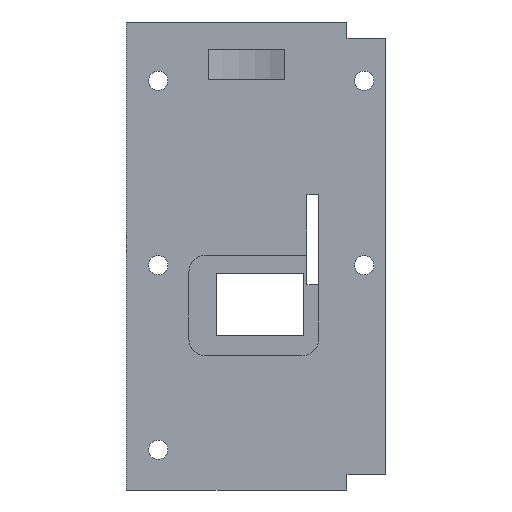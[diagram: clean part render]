
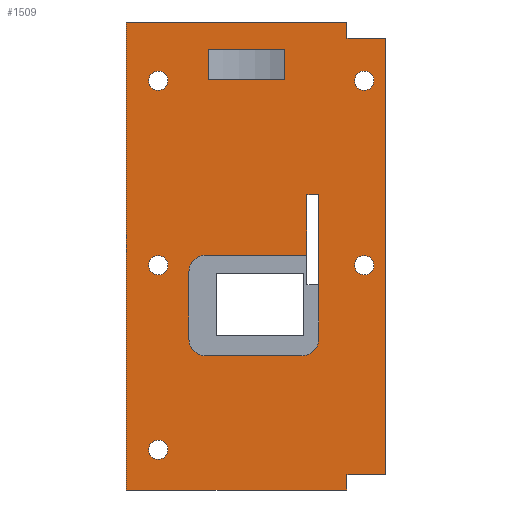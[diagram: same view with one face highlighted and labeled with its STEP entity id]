
A CAD part, front view. The second image highlights one B-rep face of the part: STEP entity #1509.
In plain terms, the highlighted planar face has unit normal (0, -1, 0).
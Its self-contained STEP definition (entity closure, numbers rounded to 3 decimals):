
#19=FACE_BOUND('',#192,.T.);
#20=FACE_BOUND('',#193,.T.);
#21=FACE_BOUND('',#194,.T.);
#22=FACE_BOUND('',#195,.T.);
#23=FACE_BOUND('',#196,.T.);
#24=FACE_BOUND('',#197,.T.);
#25=FACE_BOUND('',#198,.T.);
#45=PLANE('',#1626);
#105=FACE_OUTER_BOUND('',#191,.T.);
#191=EDGE_LOOP('',(#1112,#1113,#1114,#1115,#1116,#1117,#1118,#1119,#1120,
#1121));
#192=EDGE_LOOP('',(#1122));
#193=EDGE_LOOP('',(#1123));
#194=EDGE_LOOP('',(#1124));
#195=EDGE_LOOP('',(#1125));
#196=EDGE_LOOP('',(#1126));
#197=EDGE_LOOP('',(#1127,#1128,#1129,#1130,#1131,#1132,#1133,#1134,#1135));
#198=EDGE_LOOP('',(#1136,#1137,#1138,#1139));
#293=LINE('',#2239,#456);
#294=LINE('',#2242,#457);
#295=LINE('',#2244,#458);
#298=LINE('',#2256,#461);
#304=LINE('',#2271,#467);
#306=LINE('',#2280,#469);
#313=LINE('',#2293,#476);
#325=LINE('',#2319,#488);
#326=LINE('',#2321,#489);
#327=LINE('',#2322,#490);
#328=LINE('',#2324,#491);
#329=LINE('',#2326,#492);
#330=LINE('',#2328,#493);
#331=LINE('',#2330,#494);
#332=LINE('',#2332,#495);
#333=LINE('',#2334,#496);
#334=LINE('',#2335,#497);
#335=LINE('',#2347,#498);
#336=LINE('',#2348,#499);
#337=LINE('',#2349,#500);
#456=VECTOR('',#1786,10.);
#457=VECTOR('',#1789,10.);
#458=VECTOR('',#1792,10.);
#461=VECTOR('',#1803,10.);
#467=VECTOR('',#1817,10.);
#469=VECTOR('',#1827,10.);
#476=VECTOR('',#1836,10.);
#488=VECTOR('',#1856,10.);
#489=VECTOR('',#1857,10.);
#490=VECTOR('',#1858,10.);
#491=VECTOR('',#1859,10.);
#492=VECTOR('',#1860,10.);
#493=VECTOR('',#1861,10.);
#494=VECTOR('',#1862,10.);
#495=VECTOR('',#1863,10.);
#496=VECTOR('',#1864,10.);
#497=VECTOR('',#1865,10.);
#498=VECTOR('',#1876,10.);
#499=VECTOR('',#1877,10.);
#500=VECTOR('',#1878,10.);
#615=CIRCLE('',#1612,2.);
#617=CIRCLE('',#1616,2.);
#619=CIRCLE('',#1620,2.);
#620=CIRCLE('',#1627,1.15);
#621=CIRCLE('',#1628,1.15);
#622=CIRCLE('',#1629,1.15);
#623=CIRCLE('',#1630,1.15);
#624=CIRCLE('',#1631,1.15);
#679=VERTEX_POINT('',#2229);
#681=VERTEX_POINT('',#2235);
#682=VERTEX_POINT('',#2236);
#683=VERTEX_POINT('',#2238);
#684=VERTEX_POINT('',#2240);
#687=VERTEX_POINT('',#2249);
#688=VERTEX_POINT('',#2251);
#689=VERTEX_POINT('',#2255);
#693=VERTEX_POINT('',#2264);
#694=VERTEX_POINT('',#2266);
#696=VERTEX_POINT('',#2275);
#697=VERTEX_POINT('',#2279);
#702=VERTEX_POINT('',#2291);
#711=VERTEX_POINT('',#2317);
#712=VERTEX_POINT('',#2318);
#713=VERTEX_POINT('',#2320);
#714=VERTEX_POINT('',#2323);
#715=VERTEX_POINT('',#2325);
#716=VERTEX_POINT('',#2327);
#717=VERTEX_POINT('',#2329);
#718=VERTEX_POINT('',#2331);
#719=VERTEX_POINT('',#2333);
#720=VERTEX_POINT('',#2336);
#721=VERTEX_POINT('',#2338);
#722=VERTEX_POINT('',#2340);
#723=VERTEX_POINT('',#2342);
#724=VERTEX_POINT('',#2344);
#725=VERTEX_POINT('',#2346);
#831=EDGE_CURVE('',#683,#681,#293,.T.);
#833=EDGE_CURVE('',#682,#684,#294,.T.);
#834=EDGE_CURVE('',#684,#683,#295,.T.);
#837=EDGE_CURVE('',#687,#688,#615,.T.);
#839=EDGE_CURVE('',#689,#688,#298,.T.);
#844=EDGE_CURVE('',#693,#694,#617,.T.);
#847=EDGE_CURVE('',#687,#694,#304,.T.);
#849=EDGE_CURVE('',#689,#696,#619,.T.);
#851=EDGE_CURVE('',#697,#696,#306,.T.);
#858=EDGE_CURVE('',#693,#702,#313,.T.);
#870=EDGE_CURVE('',#711,#712,#325,.T.);
#871=EDGE_CURVE('',#712,#713,#326,.T.);
#872=EDGE_CURVE('',#713,#679,#327,.T.);
#873=EDGE_CURVE('',#679,#714,#328,.T.);
#874=EDGE_CURVE('',#714,#715,#329,.T.);
#875=EDGE_CURVE('',#715,#716,#330,.T.);
#876=EDGE_CURVE('',#716,#717,#331,.T.);
#877=EDGE_CURVE('',#717,#718,#332,.T.);
#878=EDGE_CURVE('',#718,#719,#333,.T.);
#879=EDGE_CURVE('',#719,#711,#334,.T.);
#880=EDGE_CURVE('',#720,#720,#620,.T.);
#881=EDGE_CURVE('',#721,#721,#621,.T.);
#882=EDGE_CURVE('',#722,#722,#622,.T.);
#883=EDGE_CURVE('',#723,#723,#623,.T.);
#884=EDGE_CURVE('',#724,#724,#624,.T.);
#885=EDGE_CURVE('',#702,#725,#335,.T.);
#886=EDGE_CURVE('',#725,#697,#336,.T.);
#887=EDGE_CURVE('',#681,#682,#337,.T.);
#1112=ORIENTED_EDGE('',*,*,#870,.T.);
#1113=ORIENTED_EDGE('',*,*,#871,.T.);
#1114=ORIENTED_EDGE('',*,*,#872,.T.);
#1115=ORIENTED_EDGE('',*,*,#873,.T.);
#1116=ORIENTED_EDGE('',*,*,#874,.T.);
#1117=ORIENTED_EDGE('',*,*,#875,.T.);
#1118=ORIENTED_EDGE('',*,*,#876,.T.);
#1119=ORIENTED_EDGE('',*,*,#877,.T.);
#1120=ORIENTED_EDGE('',*,*,#878,.T.);
#1121=ORIENTED_EDGE('',*,*,#879,.T.);
#1122=ORIENTED_EDGE('',*,*,#880,.T.);
#1123=ORIENTED_EDGE('',*,*,#881,.T.);
#1124=ORIENTED_EDGE('',*,*,#882,.T.);
#1125=ORIENTED_EDGE('',*,*,#883,.T.);
#1126=ORIENTED_EDGE('',*,*,#884,.T.);
#1127=ORIENTED_EDGE('',*,*,#851,.T.);
#1128=ORIENTED_EDGE('',*,*,#849,.F.);
#1129=ORIENTED_EDGE('',*,*,#839,.T.);
#1130=ORIENTED_EDGE('',*,*,#837,.F.);
#1131=ORIENTED_EDGE('',*,*,#847,.T.);
#1132=ORIENTED_EDGE('',*,*,#844,.F.);
#1133=ORIENTED_EDGE('',*,*,#858,.T.);
#1134=ORIENTED_EDGE('',*,*,#885,.T.);
#1135=ORIENTED_EDGE('',*,*,#886,.T.);
#1136=ORIENTED_EDGE('',*,*,#831,.T.);
#1137=ORIENTED_EDGE('',*,*,#887,.T.);
#1138=ORIENTED_EDGE('',*,*,#833,.T.);
#1139=ORIENTED_EDGE('',*,*,#834,.T.);
#1509=ADVANCED_FACE('',(#105,#19,#20,#21,#22,#23,#24,#25),#45,.F.);
#1612=AXIS2_PLACEMENT_3D('',#2252,#1798,#1799);
#1616=AXIS2_PLACEMENT_3D('',#2267,#1811,#1812);
#1620=AXIS2_PLACEMENT_3D('',#2276,#1822,#1823);
#1626=AXIS2_PLACEMENT_3D('',#2316,#1854,#1855);
#1627=AXIS2_PLACEMENT_3D('',#2337,#1866,#1867);
#1628=AXIS2_PLACEMENT_3D('',#2339,#1868,#1869);
#1629=AXIS2_PLACEMENT_3D('',#2341,#1870,#1871);
#1630=AXIS2_PLACEMENT_3D('',#2343,#1872,#1873);
#1631=AXIS2_PLACEMENT_3D('',#2345,#1874,#1875);
#1786=DIRECTION('',(0.,0.,-1.));
#1789=DIRECTION('',(0.,0.,1.));
#1792=DIRECTION('',(1.,0.,0.));
#1798=DIRECTION('center_axis',(0.,-1.,0.));
#1799=DIRECTION('ref_axis',(-0.707,0.,-0.707));
#1803=DIRECTION('',(-1.,0.,0.));
#1811=DIRECTION('center_axis',(0.,-1.,0.));
#1812=DIRECTION('ref_axis',(-0.707,0.,0.707));
#1817=DIRECTION('',(0.,0.,1.));
#1822=DIRECTION('center_axis',(0.,-1.,0.));
#1823=DIRECTION('ref_axis',(0.707,0.,-0.707));
#1827=DIRECTION('',(0.,0.,-1.));
#1836=DIRECTION('',(1.,0.,0.));
#1854=DIRECTION('center_axis',(0.,1.,0.));
#1855=DIRECTION('ref_axis',(1.,0.,0.));
#1856=DIRECTION('',(-1.,0.,0.));
#1857=DIRECTION('',(0.,0.,-1.));
#1858=DIRECTION('',(1.,0.,0.));
#1859=DIRECTION('',(1.,0.,0.));
#1860=DIRECTION('',(1.,0.,0.));
#1861=DIRECTION('',(0.,0.,1.));
#1862=DIRECTION('',(1.,0.,0.));
#1863=DIRECTION('',(0.,0.,1.));
#1864=DIRECTION('',(-1.,0.,0.));
#1865=DIRECTION('',(0.,0.,1.));
#1866=DIRECTION('center_axis',(0.,1.,0.));
#1867=DIRECTION('ref_axis',(-1.,0.,0.));
#1868=DIRECTION('center_axis',(0.,1.,0.));
#1869=DIRECTION('ref_axis',(-1.,0.,0.));
#1870=DIRECTION('center_axis',(0.,1.,0.));
#1871=DIRECTION('ref_axis',(-1.,0.,0.));
#1872=DIRECTION('center_axis',(0.,1.,0.));
#1873=DIRECTION('ref_axis',(-1.,0.,0.));
#1874=DIRECTION('center_axis',(0.,1.,0.));
#1875=DIRECTION('ref_axis',(-1.,0.,0.));
#1876=DIRECTION('',(0.,0.,1.));
#1877=DIRECTION('',(1.,0.,0.));
#1878=DIRECTION('',(-1.,0.,0.));
#2229=CARTESIAN_POINT('',(-22.777,0.,-37.095));
#2235=CARTESIAN_POINT('',(-9.997,0.,11.805));
#2236=CARTESIAN_POINT('',(-19.097,0.,11.805));
#2238=CARTESIAN_POINT('',(-9.997,0.,15.405));
#2239=CARTESIAN_POINT('',(-9.997,0.,3.105));
#2240=CARTESIAN_POINT('',(-19.097,0.,15.405));
#2242=CARTESIAN_POINT('',(-19.097,0.,1.305));
#2244=CARTESIAN_POINT('',(-16.272,0.,15.405));
#2249=CARTESIAN_POINT('',(-21.447,0.,-19.095));
#2251=CARTESIAN_POINT('',(-19.447,0.,-21.095));
#2252=CARTESIAN_POINT('Origin',(-19.447,0.,-19.095));
#2255=CARTESIAN_POINT('',(-7.977,0.,-21.095));
#2256=CARTESIAN_POINT('',(-9.712,0.,-21.095));
#2264=CARTESIAN_POINT('',(-19.447,0.,-9.095));
#2266=CARTESIAN_POINT('',(-21.447,0.,-11.095));
#2267=CARTESIAN_POINT('Origin',(-19.447,0.,-11.095));
#2271=CARTESIAN_POINT('',(-21.447,0.,-15.145));
#2275=CARTESIAN_POINT('',(-5.977,0.,-19.095));
#2276=CARTESIAN_POINT('Origin',(-7.977,0.,-19.095));
#2279=CARTESIAN_POINT('',(-5.977,0.,-1.895));
#2280=CARTESIAN_POINT('',(-5.977,0.,-10.92));
#2291=CARTESIAN_POINT('',(-7.377,0.,-9.095));
#2293=CARTESIAN_POINT('',(-17.447,0.,-9.095));
#2316=CARTESIAN_POINT('Origin',(-13.447,0.,-9.195));
#2317=CARTESIAN_POINT('',(-2.597,0.,18.705));
#2318=CARTESIAN_POINT('',(-28.897,0.,18.705));
#2319=CARTESIAN_POINT('',(2.003,0.,18.705));
#2320=CARTESIAN_POINT('',(-28.897,0.,-37.095));
#2321=CARTESIAN_POINT('',(-28.897,0.,18.705));
#2322=CARTESIAN_POINT('',(-28.897,0.,-37.095));
#2323=CARTESIAN_POINT('',(-4.177,0.,-37.095));
#2324=CARTESIAN_POINT('',(-28.897,0.,-37.095));
#2325=CARTESIAN_POINT('',(-2.597,0.,-37.095));
#2326=CARTESIAN_POINT('',(-28.897,0.,-37.095));
#2327=CARTESIAN_POINT('',(-2.597,0.,-35.295));
#2328=CARTESIAN_POINT('',(-2.597,0.,-22.245));
#2329=CARTESIAN_POINT('',(2.003,0.,-35.295));
#2330=CARTESIAN_POINT('',(-5.722,0.,-35.295));
#2331=CARTESIAN_POINT('',(2.003,0.,16.755));
#2332=CARTESIAN_POINT('',(2.003,0.,-37.095));
#2333=CARTESIAN_POINT('',(-2.597,0.,16.755));
#2334=CARTESIAN_POINT('',(-8.022,0.,16.755));
#2335=CARTESIAN_POINT('',(-2.597,0.,4.755));
#2336=CARTESIAN_POINT('',(-23.947,0.,-32.295));
#2337=CARTESIAN_POINT('Origin',(-25.097,0.,-32.295));
#2338=CARTESIAN_POINT('',(-23.947,0.,11.705));
#2339=CARTESIAN_POINT('Origin',(-25.097,0.,11.705));
#2340=CARTESIAN_POINT('',(-23.947,0.,-10.295));
#2341=CARTESIAN_POINT('Origin',(-25.097,0.,-10.295));
#2342=CARTESIAN_POINT('',(0.603,0.,-10.295));
#2343=CARTESIAN_POINT('Origin',(-0.547,0.,-10.295));
#2344=CARTESIAN_POINT('',(0.603,0.,11.705));
#2345=CARTESIAN_POINT('Origin',(-0.547,0.,11.705));
#2346=CARTESIAN_POINT('',(-7.377,0.,-1.895));
#2347=CARTESIAN_POINT('',(-7.377,0.,-5.545));
#2348=CARTESIAN_POINT('',(-9.712,0.,-1.895));
#2349=CARTESIAN_POINT('',(-11.722,0.,11.805));
